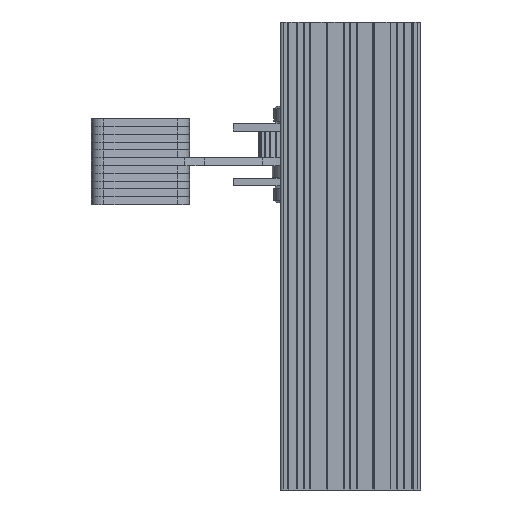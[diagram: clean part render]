
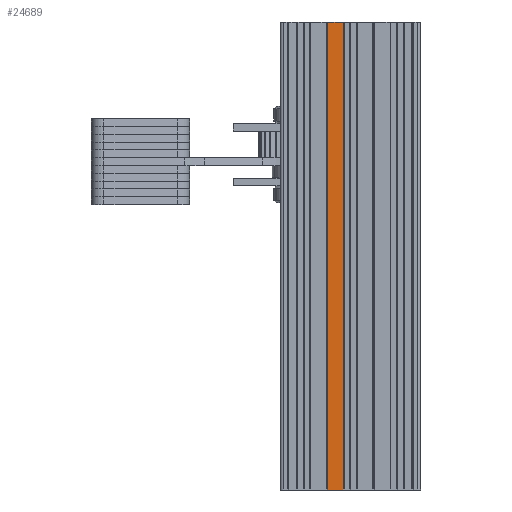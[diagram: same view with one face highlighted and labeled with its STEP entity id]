
A CAD part, left-side view. The second image highlights one B-rep face of the part: STEP entity #24689.
In plain terms, the highlighted planar face has unit normal (-1, 0, 0).
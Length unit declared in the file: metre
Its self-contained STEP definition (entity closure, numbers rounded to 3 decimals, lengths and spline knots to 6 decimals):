
#238 = DIRECTION ( 'NONE',  ( 0., 0., -1. ) ) ;
#298 = VERTEX_POINT ( 'NONE', #796 ) ;
#796 = CARTESIAN_POINT ( 'NONE',  ( -0.015, 0.0045, 0. ) ) ;
#1137 = LINE ( 'NONE', #2903, #25643 ) ;
#1750 = CARTESIAN_POINT ( 'NONE',  ( -0.015, 0.0045, 0.3 ) ) ;
#1838 = CARTESIAN_POINT ( 'NONE',  ( -0.015, 0.0045, 0.3 ) ) ;
#2903 = CARTESIAN_POINT ( 'NONE',  ( -0.015, 0.0045, 0. ) ) ;
#3532 = EDGE_CURVE ( 'NONE', #20164, #298, #18617, .T. ) ;
#3558 = VECTOR ( 'NONE', #10877, 1. ) ;
#4590 = DIRECTION ( 'NONE',  ( 0., 0., -1. ) ) ;
#4929 = AXIS2_PLACEMENT_3D ( 'NONE', #18168, #15891, #13750 ) ;
#5833 = EDGE_LOOP ( 'NONE', ( #11693, #18748, #15572, #16808 ) ) ;
#6978 = EDGE_CURVE ( 'NONE', #10222, #298, #1137, .T. ) ;
#9011 = CARTESIAN_POINT ( 'NONE',  ( -0.015, 0.0045, 0.3 ) ) ;
#9318 = DIRECTION ( 'NONE',  ( 0., -1., 0. ) ) ;
#9868 = VECTOR ( 'NONE', #4590, 1. ) ;
#10222 = VERTEX_POINT ( 'NONE', #11180 ) ;
#10877 = DIRECTION ( 'NONE',  ( 0., -1., 0. ) ) ;
#11180 = CARTESIAN_POINT ( 'NONE',  ( -0.015, 0.0145, 0. ) ) ;
#11693 = ORIENTED_EDGE ( 'NONE', *, *, #6978, .T. ) ;
#12735 = VERTEX_POINT ( 'NONE', #25550 ) ;
#13750 = DIRECTION ( 'NONE',  ( 0., 1., 0. ) ) ;
#15572 = ORIENTED_EDGE ( 'NONE', *, *, #22590, .F. ) ;
#15891 = DIRECTION ( 'NONE',  ( 1., 0., 0. ) ) ;
#16808 = ORIENTED_EDGE ( 'NONE', *, *, #18421, .T. ) ;
#18168 = CARTESIAN_POINT ( 'NONE',  ( -0.015, 0.0045, 0.3 ) ) ;
#18421 = EDGE_CURVE ( 'NONE', #12735, #10222, #25099, .T. ) ;
#18617 = LINE ( 'NONE', #1750, #25469 ) ;
#18748 = ORIENTED_EDGE ( 'NONE', *, *, #3532, .F. ) ;
#19799 = FACE_OUTER_BOUND ( 'NONE', #5833, .T. ) ;
#20164 = VERTEX_POINT ( 'NONE', #1838 ) ;
#20810 = CARTESIAN_POINT ( 'NONE',  ( -0.015, 0.0145, 0.3 ) ) ;
#22590 = EDGE_CURVE ( 'NONE', #12735, #20164, #24850, .T. ) ;
#24689 = ADVANCED_FACE ( 'NONE', ( #19799 ), #26220, .F. ) ;
#24850 = LINE ( 'NONE', #9011, #3558 ) ;
#25099 = LINE ( 'NONE', #20810, #9868 ) ;
#25469 = VECTOR ( 'NONE', #238, 1. ) ;
#25550 = CARTESIAN_POINT ( 'NONE',  ( -0.015, 0.0145, 0.3 ) ) ;
#25643 = VECTOR ( 'NONE', #9318, 1. ) ;
#26220 = PLANE ( 'NONE',  #4929 ) ;
